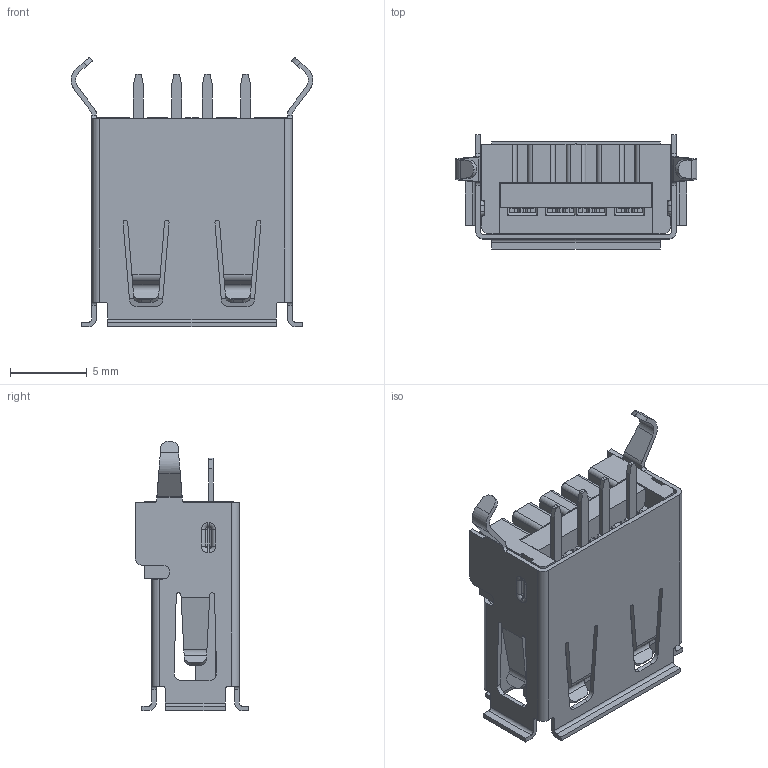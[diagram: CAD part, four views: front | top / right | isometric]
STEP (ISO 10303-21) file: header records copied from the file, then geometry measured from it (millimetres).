
FILE_DESCRIPTION(/* description */ (''),/* implementation_level */ '2;1');
FILE_NAME(/* name */ 'UA064',/* time_stamp */ '2014-07-16T08:03:56+08:00',/* author */ (''),/* organization */ (''),/* preprocessor_version */ 'ST-DEVELOPER v9',/* originating_system */ 'UGS - NX 4.0',/* authorisation */ '');
FILE_SCHEMA (('CONFIG_CONTROL_DESIGN'));
Length unit declared in the file: millimetre
Products named in the file (1): Admi66A7s2rw
Bounding box: 15.8 x 7.44 x 17.6 mm (x, y, z)
Volume: 548.4 mm3; surface area: 1867.4 mm2
Topology: 7 solids, 7 shells, 714 faces, 2066 edges, 1356 vertices
Faces by surface type: plane 451, cylinder 239, sphere 16, torus 8
Entity records: 23518 total; most frequent: CARTESIAN_POINT 4177, ORIENTED_EDGE 4116, DIRECTION 4002, EDGE_CURVE 2058, LINE 1512, VECTOR 1512, VERTEX_POINT 1356, AXIS2_PLACEMENT_3D 1245
